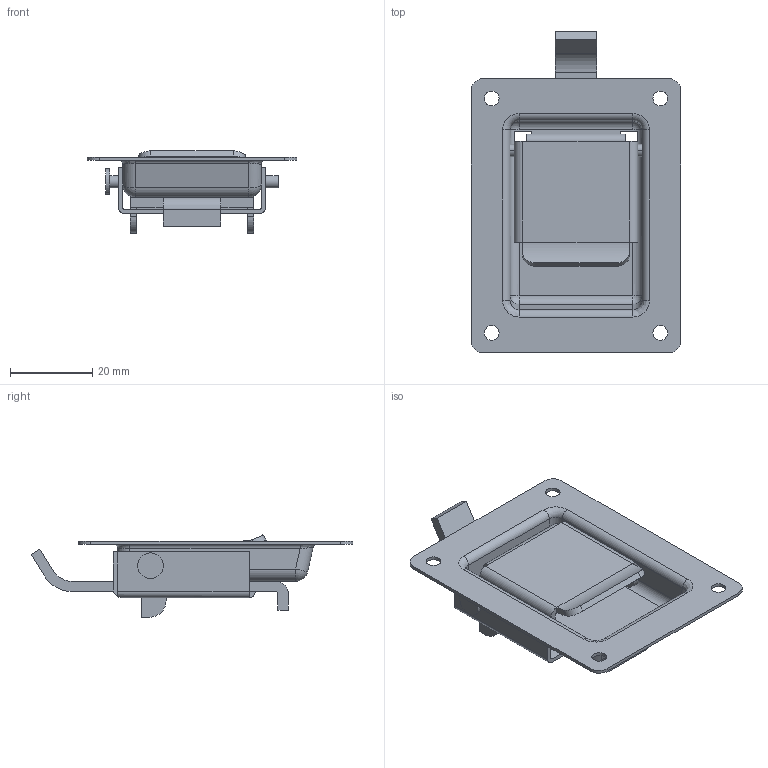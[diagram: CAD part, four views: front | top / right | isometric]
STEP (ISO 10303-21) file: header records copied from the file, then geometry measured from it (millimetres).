
FILE_DESCRIPTION (( 'STEP AP214' ), '1' );
FILE_NAME ('03353-Paddle Latch Non Locking Nickel 67mm.STEP', '2018-08-26T20:48:55', ( '' ), ( '' ), 'SwSTEP 2.0', 'SolidWorks 2018', '' );
FILE_SCHEMA (( 'AUTOMOTIVE_DESIGN' ));
Length unit declared in the file: millimetre
Products named in the file (4): 3353 body; 3353 paddle; 3353 latch; 03353-Paddle Latch Non Locking Nickel 67mm
Assembly tree (3 placements, depth 2):
  03353-Paddle Latch Non Locking Nickel 67mm
    3353 body
    3353 paddle
    3353 latch
Bounding box: 51 x 78.2 x 20 mm (x, y, z)
Volume: 9877.8 mm3; surface area: 18140.4 mm2
Topology: 4 solids, 4 shells, 475 faces, 1293 edges, 838 vertices
Faces by surface type: plane 262, bspline 127, cylinder 74, sphere 8, torus 4
Entity records: 22142 total; most frequent: CARTESIAN_POINT 10743, ORIENTED_EDGE 2578, DIRECTION 1885, EDGE_CURVE 1289, LINE 869, VECTOR 869, VERTEX_POINT 838, EDGE_LOOP 523
